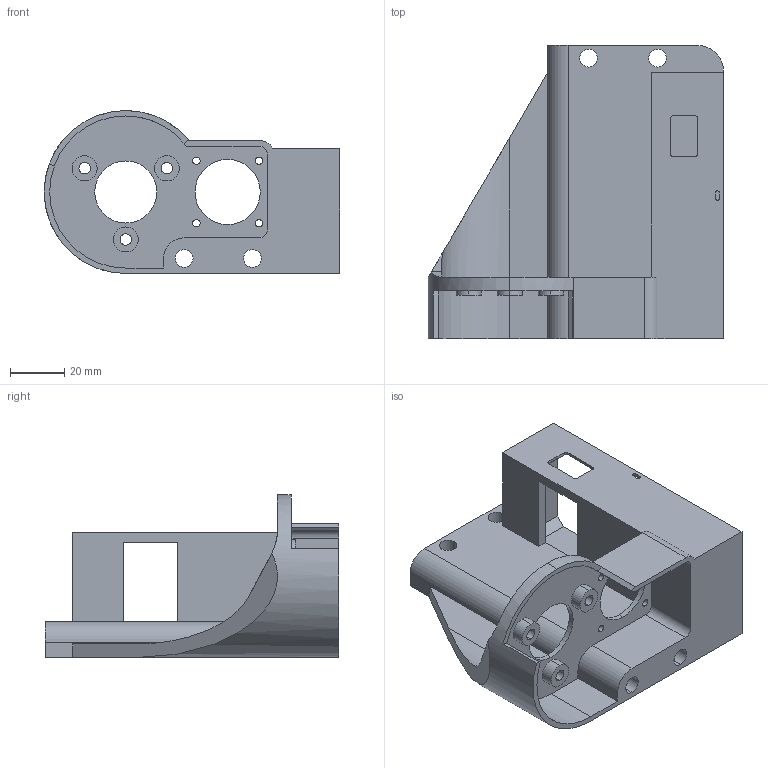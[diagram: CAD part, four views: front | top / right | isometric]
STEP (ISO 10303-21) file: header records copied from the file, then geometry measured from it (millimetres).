
FILE_DESCRIPTION (( 'STEP AP214' ), '1' );
FILE_NAME ('SPI Commutator Enclosure.STEP', '2023-04-04T20:16:54', ( '' ), ( '' ), 'SwSTEP 2.0', 'SolidWorks 2023', '' );
FILE_SCHEMA (( 'AUTOMOTIVE_DESIGN' ));
Length unit declared in the file: millimetre
Products named in the file (1): SPI Commutator Enclosure
Bounding box: 108.77 x 108.03 x 60 mm (x, y, z)
Volume: 75648.8 mm3; surface area: 49461.9 mm2
Topology: 1 solids, 1 shells, 129 faces, 363 edges, 241 vertices
Faces by surface type: plane 65, cylinder 64
Entity records: 4305 total; most frequent: DIRECTION 751, CARTESIAN_POINT 750, ORIENTED_EDGE 726, EDGE_CURVE 363, AXIS2_PLACEMENT_3D 262, VERTEX_POINT 241, VECTOR 227, LINE 227
